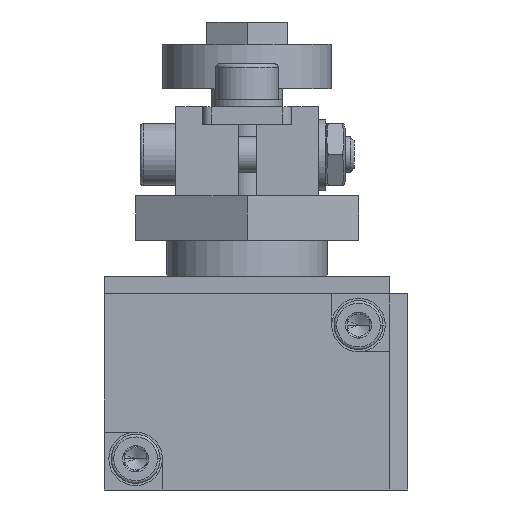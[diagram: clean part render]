
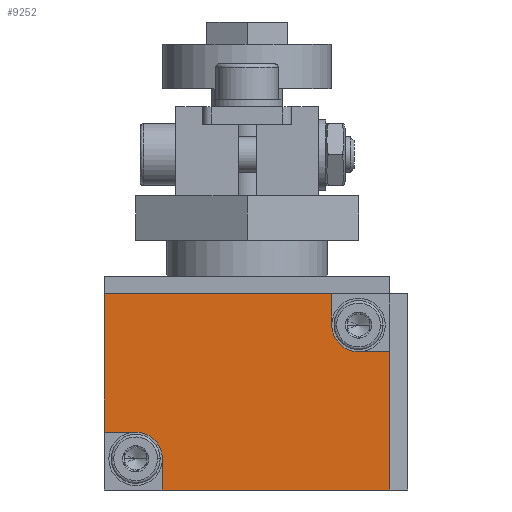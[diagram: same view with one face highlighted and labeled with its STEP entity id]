
A CAD part, front view. The second image highlights one B-rep face of the part: STEP entity #9252.
In plain terms, the highlighted planar face has unit normal (0, -1, 0).
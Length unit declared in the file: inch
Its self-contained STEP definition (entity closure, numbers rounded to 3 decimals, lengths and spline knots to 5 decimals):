
#78 = VERTEX_POINT ( 'NONE', #4108 ) ;
#126 = VECTOR ( 'NONE', #10261, 39.37008 ) ;
#144 = DIRECTION ( 'NONE',  ( -1., 0., 0. ) ) ;
#488 = DIRECTION ( 'NONE',  ( 0., 0., -1. ) ) ;
#742 = CARTESIAN_POINT ( 'NONE',  ( 0.62992, 0., 0.43307 ) ) ;
#818 = CARTESIAN_POINT ( 'NONE',  ( 0.62992, 0., -0.43307 ) ) ;
#834 = LINE ( 'NONE', #9949, #9510 ) ;
#849 = CARTESIAN_POINT ( 'NONE',  ( -0.62992, 0., -0.17717 ) ) ;
#917 = VERTEX_POINT ( 'NONE', #1624 ) ;
#1029 = CARTESIAN_POINT ( 'NONE',  ( -0.62992, 0., -0.17717 ) ) ;
#1241 = ORIENTED_EDGE ( 'NONE', *, *, #4159, .T. ) ;
#1334 = DIRECTION ( 'NONE',  ( 0., 1., 0. ) ) ;
#1529 = LINE ( 'NONE', #7405, #8230 ) ;
#1624 = CARTESIAN_POINT ( 'NONE',  ( 0.62992, 0., 0.17717 ) ) ;
#1632 = LINE ( 'NONE', #818, #1789 ) ;
#1759 = CARTESIAN_POINT ( 'NONE',  ( -0.49213, 0., -0.29528 ) ) ;
#1763 = LINE ( 'NONE', #849, #8484 ) ;
#1787 = ORIENTED_EDGE ( 'NONE', *, *, #8542, .F. ) ;
#1789 = VECTOR ( 'NONE', #4031, 39.37008 ) ;
#1830 = VERTEX_POINT ( 'NONE', #4367 ) ;
#1844 = DIRECTION ( 'NONE',  ( 0., 0., 1. ) ) ;
#2003 = AXIS2_PLACEMENT_3D ( 'NONE', #8787, #1334, #4666 ) ;
#2083 = CARTESIAN_POINT ( 'NONE',  ( -0.37402, 0., -0.43307 ) ) ;
#2136 = VECTOR ( 'NONE', #488, 39.37008 ) ;
#2330 = EDGE_CURVE ( 'NONE', #9614, #6815, #1763, .T. ) ;
#2419 = ORIENTED_EDGE ( 'NONE', *, *, #10034, .T. ) ;
#2546 = DIRECTION ( 'NONE',  ( -1., 0., 0. ) ) ;
#2633 = EDGE_CURVE ( 'NONE', #4455, #6846, #834, .T. ) ;
#2823 = CARTESIAN_POINT ( 'NONE',  ( 0.62992, 0., 0.17717 ) ) ;
#2948 = ORIENTED_EDGE ( 'NONE', *, *, #6275, .F. ) ;
#3151 = LINE ( 'NONE', #6466, #5173 ) ;
#3194 = FACE_OUTER_BOUND ( 'NONE', #6470, .T. ) ;
#3619 = DIRECTION ( 'NONE',  ( 0., 0., 1. ) ) ;
#3804 = ORIENTED_EDGE ( 'NONE', *, *, #2330, .F. ) ;
#3813 = LINE ( 'NONE', #8691, #2136 ) ;
#4031 = DIRECTION ( 'NONE',  ( 1., 0., 0. ) ) ;
#4108 = CARTESIAN_POINT ( 'NONE',  ( 0.37402, 0., 0.29528 ) ) ;
#4149 = DIRECTION ( 'NONE',  ( 0., 0., -1. ) ) ;
#4159 = EDGE_CURVE ( 'NONE', #1830, #917, #5540, .T. ) ;
#4167 = VERTEX_POINT ( 'NONE', #8189 ) ;
#4259 = ORIENTED_EDGE ( 'NONE', *, *, #7459, .T. ) ;
#4367 = CARTESIAN_POINT ( 'NONE',  ( 0.62992, 0., -0.43307 ) ) ;
#4455 = VERTEX_POINT ( 'NONE', #2083 ) ;
#4666 = DIRECTION ( 'NONE',  ( 0., 0., -1. ) ) ;
#4792 = ORIENTED_EDGE ( 'NONE', *, *, #7185, .T. ) ;
#5137 = DIRECTION ( 'NONE',  ( 0., 0., 1. ) ) ;
#5173 = VECTOR ( 'NONE', #2546, 39.37008 ) ;
#5540 = LINE ( 'NONE', #742, #9697 ) ;
#5548 = CARTESIAN_POINT ( 'NONE',  ( 0.37402, 0., 0.43307 ) ) ;
#5956 = DIRECTION ( 'NONE',  ( 0., -1., 0. ) ) ;
#6148 = LINE ( 'NONE', #2823, #126 ) ;
#6275 = EDGE_CURVE ( 'NONE', #6846, #9614, #10335, .T. ) ;
#6308 = ORIENTED_EDGE ( 'NONE', *, *, #2633, .F. ) ;
#6315 = CIRCLE ( 'NONE', #8413, 0.11811 ) ;
#6466 = CARTESIAN_POINT ( 'NONE',  ( -0.62992, 0., 0.43307 ) ) ;
#6470 = EDGE_LOOP ( 'NONE', ( #6750, #1787, #2419, #4792, #3804, #2948, #6308, #4259, #1241, #6739 ) ) ;
#6739 = ORIENTED_EDGE ( 'NONE', *, *, #9843, .F. ) ;
#6750 = ORIENTED_EDGE ( 'NONE', *, *, #6760, .F. ) ;
#6760 = EDGE_CURVE ( 'NONE', #78, #6951, #6315, .T. ) ;
#6815 = VERTEX_POINT ( 'NONE', #1029 ) ;
#6846 = VERTEX_POINT ( 'NONE', #7721 ) ;
#6951 = VERTEX_POINT ( 'NONE', #9867 ) ;
#7185 = EDGE_CURVE ( 'NONE', #4167, #6815, #1529, .T. ) ;
#7405 = CARTESIAN_POINT ( 'NONE',  ( -0.62992, 0., -0.43307 ) ) ;
#7459 = EDGE_CURVE ( 'NONE', #4455, #1830, #1632, .T. ) ;
#7664 = DIRECTION ( 'NONE',  ( 0., -1., 0. ) ) ;
#7721 = CARTESIAN_POINT ( 'NONE',  ( -0.37402, 0., -0.29528 ) ) ;
#8189 = CARTESIAN_POINT ( 'NONE',  ( -0.62992, 0., 0.43307 ) ) ;
#8230 = VECTOR ( 'NONE', #4149, 39.37008 ) ;
#8413 = AXIS2_PLACEMENT_3D ( 'NONE', #9383, #7664, #1844 ) ;
#8484 = VECTOR ( 'NONE', #144, 39.37008 ) ;
#8542 = EDGE_CURVE ( 'NONE', #9845, #78, #3813, .T. ) ;
#8601 = AXIS2_PLACEMENT_3D ( 'NONE', #1759, #5956, #3619 ) ;
#8691 = CARTESIAN_POINT ( 'NONE',  ( 0.37402, 0., -0.43307 ) ) ;
#8787 = CARTESIAN_POINT ( 'NONE',  ( 0.62992, 0., -0.43307 ) ) ;
#9004 = DIRECTION ( 'NONE',  ( 0., 0., 1. ) ) ;
#9252 = ADVANCED_FACE ( 'NONE', ( #3194 ), #9856, .F. ) ;
#9383 = CARTESIAN_POINT ( 'NONE',  ( 0.49213, 0., 0.29528 ) ) ;
#9510 = VECTOR ( 'NONE', #5137, 39.37008 ) ;
#9614 = VERTEX_POINT ( 'NONE', #10714 ) ;
#9697 = VECTOR ( 'NONE', #9004, 39.37008 ) ;
#9843 = EDGE_CURVE ( 'NONE', #6951, #917, #6148, .T. ) ;
#9845 = VERTEX_POINT ( 'NONE', #5548 ) ;
#9856 = PLANE ( 'NONE',  #2003 ) ;
#9867 = CARTESIAN_POINT ( 'NONE',  ( 0.49213, 0., 0.17717 ) ) ;
#9949 = CARTESIAN_POINT ( 'NONE',  ( -0.37402, 0., -0.43307 ) ) ;
#10034 = EDGE_CURVE ( 'NONE', #9845, #4167, #3151, .T. ) ;
#10261 = DIRECTION ( 'NONE',  ( 1., 0., 0. ) ) ;
#10335 = CIRCLE ( 'NONE', #8601, 0.11811 ) ;
#10714 = CARTESIAN_POINT ( 'NONE',  ( -0.49213, 0., -0.17717 ) ) ;
